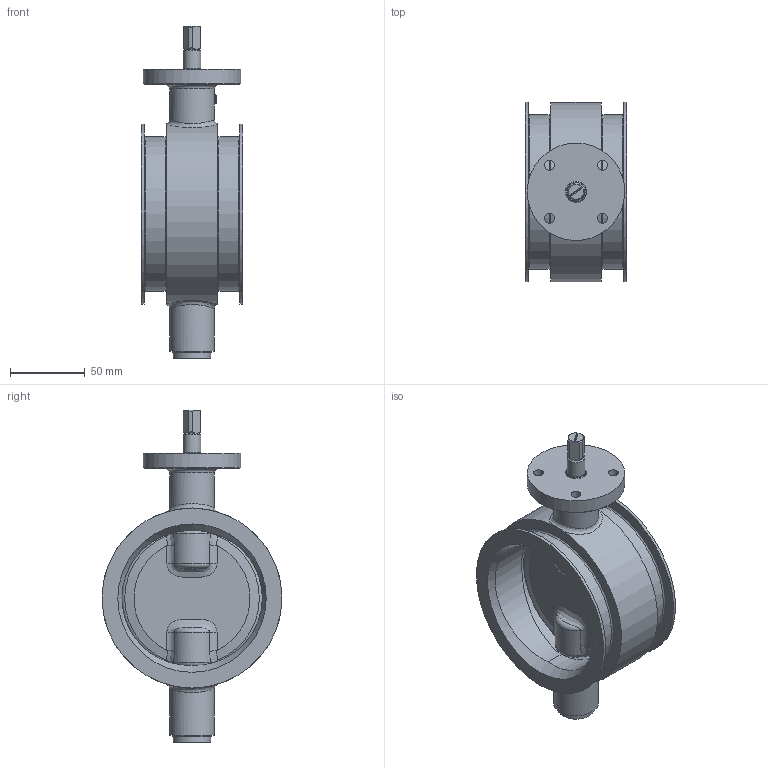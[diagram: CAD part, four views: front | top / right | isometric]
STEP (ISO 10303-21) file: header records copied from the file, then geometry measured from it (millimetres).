
FILE_DESCRIPTION((''),'2;1');
FILE_NAME('CKDN100.stp','2015-04-24T07:10:38',('hellwig'),(''),'Autodesk Inventor 2013','Autodesk Inventor 2013','');
FILE_SCHEMA(('AUTOMOTIVE_DESIGN { 1 0 10303 214 1 1 1 1 }'));
Length unit declared in the file: millimetre
Products named in the file (1): M803_Shrinkwrap_1
Bounding box: 68 x 120 x 221.5 mm (x, y, z)
Volume: 374227.3 mm3; surface area: 98245.5 mm2
Topology: 1 solids, 16 shells, 277 faces, 678 edges, 427 vertices
Faces by surface type: plane 88, cylinder 74, cone 52, torus 37, bspline 22, sphere 4
Full cylindrical faces by diameter (mm): 4 x1, 4.917 x2, 6 x1, 6.6 x4, 9 x1, 9.9 x1, 10 x2, 11.2 x3, 11.5 x1, 12 x10, 12.5 x2, 14 x5, 18.376 x2, 21.2 x1, 25 x1, 25.9 x1, 30 x5, 65 x1, 103 x2, 120 x2
Entity records: 9293 total; most frequent: CARTESIAN_POINT 3316, DIRECTION 1139, ORIENTED_EDGE 1056, EDGE_CURVE 528, AXIS2_PLACEMENT_3D 509, EDGE_LOOP 425, VERTEX_POINT 380, STYLED_ITEM 278
